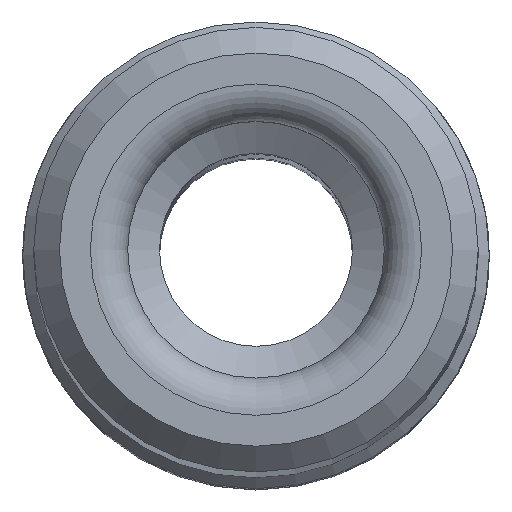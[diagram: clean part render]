
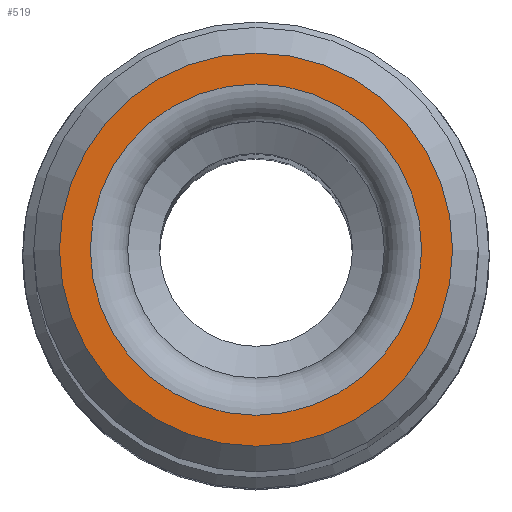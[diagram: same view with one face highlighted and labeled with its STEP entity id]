
A CAD part, top view. The second image highlights one B-rep face of the part: STEP entity #519.
In plain terms, the highlighted planar face has unit normal (0, 0, 1).
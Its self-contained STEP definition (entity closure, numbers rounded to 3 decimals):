
#31=PLANE('',#568);
#88=ORIENTED_EDGE('',*,*,#145,.F.);
#89=ORIENTED_EDGE('',*,*,#146,.T.);
#145=EDGE_CURVE('',#178,#178,#199,.T.);
#146=EDGE_CURVE('',#179,#179,#200,.F.);
#178=VERTEX_POINT('',#762);
#179=VERTEX_POINT('',#764);
#199=CIRCLE('',#569,3.55);
#200=CIRCLE('',#570,4.213);
#231=EDGE_LOOP('',(#88));
#232=EDGE_LOOP('',(#89));
#281=FACE_BOUND('',#231,.T.);
#282=FACE_BOUND('',#232,.T.);
#519=ADVANCED_FACE('',(#281,#282),#31,.F.);
#568=AXIS2_PLACEMENT_3D('',#760,#654,#655);
#569=AXIS2_PLACEMENT_3D('',#761,#656,#657);
#570=AXIS2_PLACEMENT_3D('',#763,#658,#659);
#654=DIRECTION('',(0.,0.,-1.));
#655=DIRECTION('',(-1.,0.,0.));
#656=DIRECTION('',(0.,0.,1.));
#657=DIRECTION('',(1.,0.,0.));
#658=DIRECTION('',(0.,0.,-1.));
#659=DIRECTION('',(-1.,0.,0.));
#760=CARTESIAN_POINT('',(4.762,0.,93.1));
#761=CARTESIAN_POINT('',(0.,0.,93.1));
#762=CARTESIAN_POINT('',(3.55,0.,93.1));
#763=CARTESIAN_POINT('',(0.,0.,93.1));
#764=CARTESIAN_POINT('',(-4.213,0.,93.1));
